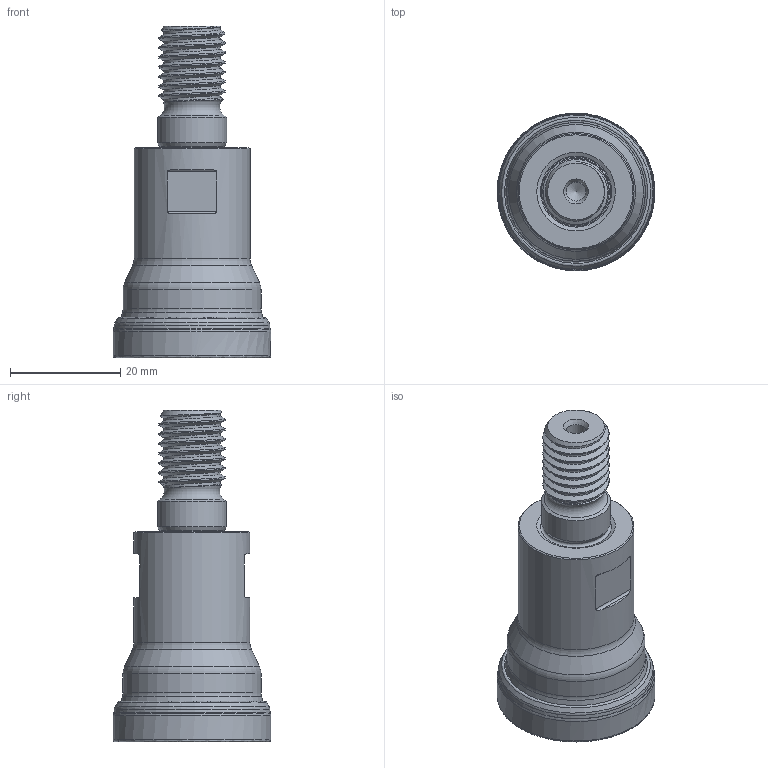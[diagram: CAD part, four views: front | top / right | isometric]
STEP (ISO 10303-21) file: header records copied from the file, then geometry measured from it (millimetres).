
FILE_DESCRIPTION(/* description */ (''),/* implementation_level */ '2;1');
FILE_NAME(/* name */ '17001188.stp',/* time_stamp */ '2024-04-19T11:11:07+09:00',/* author */ (''),/* organization */ (''),/* preprocessor_version */ 'ST-DEVELOPER v16',/* originating_system */ 'SIEMENS PLM Software NX 10.0',/* authorisation */ '');
FILE_SCHEMA (('AP203_CONFIGURATION_CONTROLLED_3D_DESIGN_OF_MECHANICAL_PARTS_AND_ASSEMBLIES_MIM_LF { 1 0 10303 403 2 1 2}'));
Length unit declared in the file: millimetre
Products named in the file (1): 10225690B4FA62tl
Bounding box: 28.56 x 28.57 x 60.1 mm (x, y, z)
Volume: 17268 mm3; surface area: 6815.5 mm2
Topology: 1 solids, 2 shells, 69 faces, 201 edges, 158 vertices
Faces by surface type: revolution 21, cone 13, plane 12, cylinder 11, torus 10, bspline 2
Full cylindrical faces by diameter (mm): 1.5 x1, 3.5 x1, 12.5 x1, 21 x1, 25 x1
Entity records: 3216 total; most frequent: CARTESIAN_POINT 1828, DIRECTION 253, ORIENTED_EDGE 192, EDGE_LOOP 118, AXIS2_PLACEMENT_3D 105, FACE_BOUND 102, EDGE_CURVE 96, VERTEX_POINT 82
